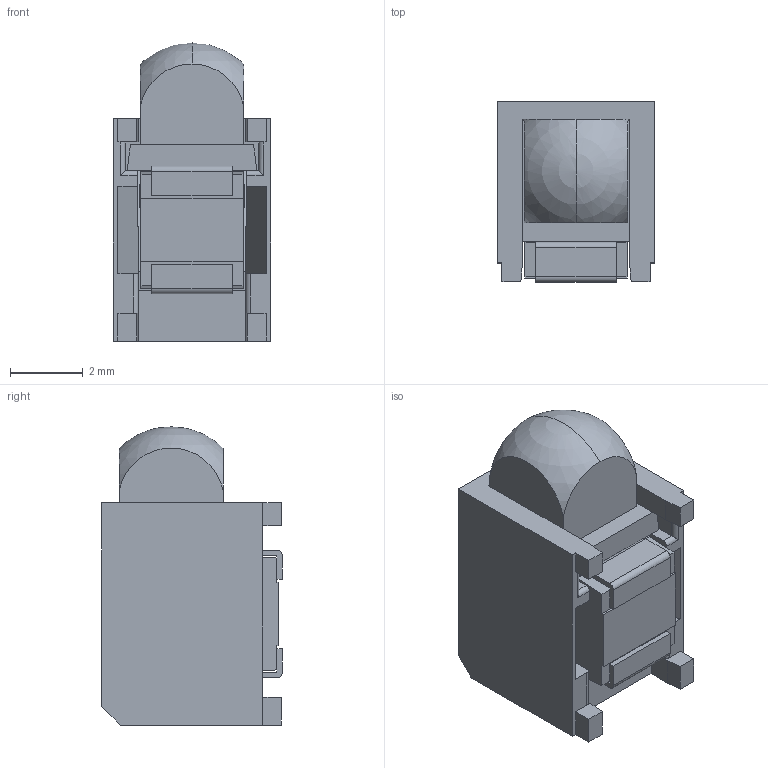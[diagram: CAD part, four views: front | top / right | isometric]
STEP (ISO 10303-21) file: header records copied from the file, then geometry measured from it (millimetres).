
FILE_DESCRIPTION((''),'2;1');
FILE_NAME('5912X011XXNF_SW0001','2022-07-07T09:03:41',('ldichoso'),(''),'CREO PARAMETRIC BY PTC INC, 2021304','CREO PARAMETRIC BY PTC INC, 2021304','');
FILE_SCHEMA(('CONFIG_CONTROL_DESIGN'));
Length unit declared in the file: inch
Products named in the file (1): 5912X011XXNF_SW0001
Bounding box: 4.32 x 4.95 x 8.18 mm (x, y, z)
Volume: 120.8 mm3; surface area: 277.4 mm2
Topology: 1 solids, 1 shells, 149 faces, 434 edges, 279 vertices
Faces by surface type: plane 114, cylinder 19, extrusion 12, cone 2, sphere 2
Entity records: 5305 total; most frequent: CARTESIAN_POINT 1357, ORIENTED_EDGE 864, DIRECTION 730, EDGE_CURVE 432, VECTOR 356, LINE 344, VERTEX_POINT 279, AXIS2_PLACEMENT_3D 187
